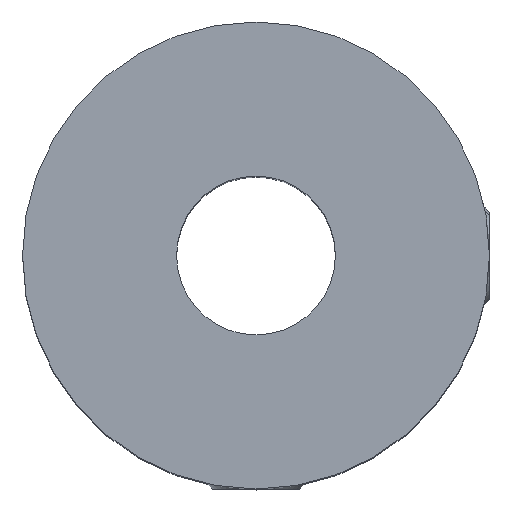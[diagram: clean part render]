
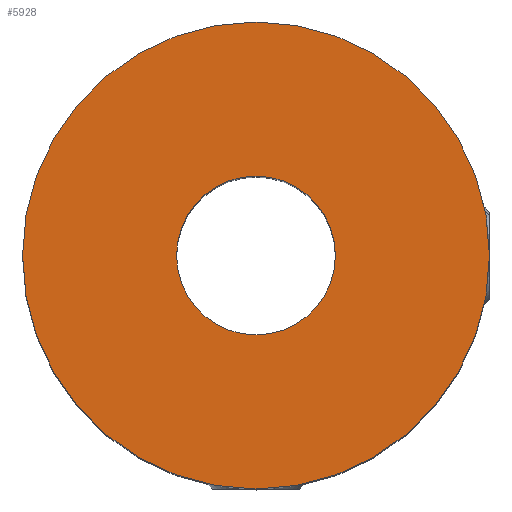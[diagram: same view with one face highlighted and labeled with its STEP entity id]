
A CAD part, top view. The second image highlights one B-rep face of the part: STEP entity #5928.
In plain terms, the highlighted planar face has unit normal (0, 0, 1).
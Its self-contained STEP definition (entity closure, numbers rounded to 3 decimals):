
#153 = PLANE ( 'NONE',  #4322 ) ;
#311 = VERTEX_POINT ( 'NONE', #1309 ) ;
#561 = ORIENTED_EDGE ( 'NONE', *, *, #3741, .F. ) ;
#567 = VERTEX_POINT ( 'NONE', #5118 ) ;
#897 = VERTEX_POINT ( 'NONE', #5639 ) ;
#920 = CARTESIAN_POINT ( 'NONE',  ( 0., 0., 18. ) ) ;
#1045 = DIRECTION ( 'NONE',  ( 1., 0., 0. ) ) ;
#1141 = CIRCLE ( 'NONE', #5084, 2.38 ) ;
#1274 = AXIS2_PLACEMENT_3D ( 'NONE', #6588, #3500, #1381 ) ;
#1309 = CARTESIAN_POINT ( 'NONE',  ( 7., 0., 18. ) ) ;
#1321 = EDGE_CURVE ( 'NONE', #2550, #567, #4685, .T. ) ;
#1381 = DIRECTION ( 'NONE',  ( -1., 0., 0. ) ) ;
#1563 = DIRECTION ( 'NONE',  ( 0., 0., 1. ) ) ;
#1879 = DIRECTION ( 'NONE',  ( 0., 0., 1. ) ) ;
#2109 = FACE_OUTER_BOUND ( 'NONE', #3968, .T. ) ;
#2355 = EDGE_CURVE ( 'NONE', #311, #897, #4340, .T. ) ;
#2550 = VERTEX_POINT ( 'NONE', #5367 ) ;
#2742 = CARTESIAN_POINT ( 'NONE',  ( 0., 0., 18. ) ) ;
#3243 = FACE_BOUND ( 'NONE', #3338, .T. ) ;
#3338 = EDGE_LOOP ( 'NONE', ( #6365, #561 ) ) ;
#3500 = DIRECTION ( 'NONE',  ( 0., 0., -1. ) ) ;
#3643 = DIRECTION ( 'NONE',  ( -1., 0., 0. ) ) ;
#3686 = DIRECTION ( 'NONE',  ( 0., 0., -1. ) ) ;
#3741 = EDGE_CURVE ( 'NONE', #567, #2550, #1141, .T. ) ;
#3968 = EDGE_LOOP ( 'NONE', ( #5507, #5041 ) ) ;
#4262 = DIRECTION ( 'NONE',  ( 0., 0., 1. ) ) ;
#4322 = AXIS2_PLACEMENT_3D ( 'NONE', #6463, #4262, #1045 ) ;
#4340 = CIRCLE ( 'NONE', #5664, 7. ) ;
#4685 = CIRCLE ( 'NONE', #5567, 2.38 ) ;
#5041 = ORIENTED_EDGE ( 'NONE', *, *, #2355, .F. ) ;
#5084 = AXIS2_PLACEMENT_3D ( 'NONE', #2742, #1563, #5935 ) ;
#5107 = CIRCLE ( 'NONE', #1274, 7. ) ;
#5118 = CARTESIAN_POINT ( 'NONE',  ( -2.38, 0., 18. ) ) ;
#5367 = CARTESIAN_POINT ( 'NONE',  ( 2.38, 0., 18. ) ) ;
#5507 = ORIENTED_EDGE ( 'NONE', *, *, #6040, .F. ) ;
#5567 = AXIS2_PLACEMENT_3D ( 'NONE', #6234, #1879, #5738 ) ;
#5639 = CARTESIAN_POINT ( 'NONE',  ( -7., 0., 18. ) ) ;
#5664 = AXIS2_PLACEMENT_3D ( 'NONE', #920, #3686, #3643 ) ;
#5738 = DIRECTION ( 'NONE',  ( 1., 0., 0. ) ) ;
#5928 = ADVANCED_FACE ( 'NONE', ( #3243, #2109 ), #153, .T. ) ;
#5935 = DIRECTION ( 'NONE',  ( 1., 0., 0. ) ) ;
#6040 = EDGE_CURVE ( 'NONE', #897, #311, #5107, .T. ) ;
#6234 = CARTESIAN_POINT ( 'NONE',  ( 0., 0., 18. ) ) ;
#6365 = ORIENTED_EDGE ( 'NONE', *, *, #1321, .F. ) ;
#6463 = CARTESIAN_POINT ( 'NONE',  ( 0., 0., 18. ) ) ;
#6588 = CARTESIAN_POINT ( 'NONE',  ( 0., 0., 18. ) ) ;
